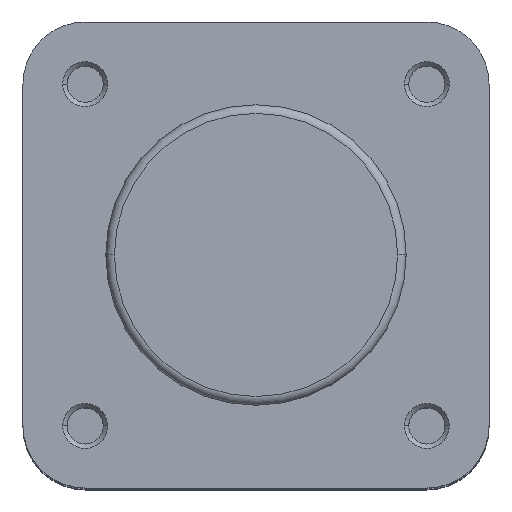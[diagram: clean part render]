
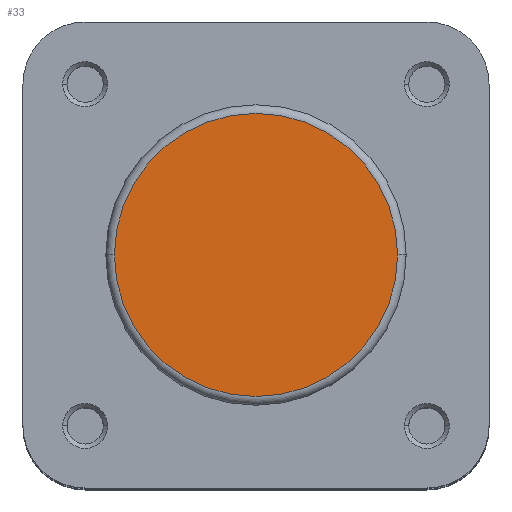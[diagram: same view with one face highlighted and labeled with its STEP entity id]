
A CAD part, top view. The second image highlights one B-rep face of the part: STEP entity #33.
In plain terms, the highlighted planar face has unit normal (0, 0, 1).
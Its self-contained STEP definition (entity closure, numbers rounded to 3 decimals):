
#33 = ADVANCED_FACE ( 'NONE', ( #1029 ), #263, .F. ) ;
#220 = DIRECTION ( 'NONE',  ( 0., 0., -1. ) ) ;
#223 = DIRECTION ( 'NONE',  ( -1., 0., 0. ) ) ;
#256 = CARTESIAN_POINT ( 'NONE',  ( 0., 17.4, 0. ) ) ;
#263 = PLANE ( 'NONE',  #5593 ) ;
#369 = VERTEX_POINT ( 'NONE', #4491 ) ;
#440 = VERTEX_POINT ( 'NONE', #4542 ) ;
#791 = ORIENTED_EDGE ( 'NONE', *, *, #5485, .T. ) ;
#807 = ORIENTED_EDGE ( 'NONE', *, *, #5495, .T. ) ;
#1029 = FACE_OUTER_BOUND ( 'NONE', #5063, .T. ) ;
#2276 = CIRCLE ( 'NONE', #5953, 16.4 ) ;
#2292 = CIRCLE ( 'NONE', #5960, 16.4 ) ;
#3476 = CARTESIAN_POINT ( 'NONE',  ( 0., 0., 0. ) ) ;
#3477 = DIRECTION ( 'NONE',  ( 0., 0., 1. ) ) ;
#3478 = DIRECTION ( 'NONE',  ( -1., 0., 0. ) ) ;
#3501 = CARTESIAN_POINT ( 'NONE',  ( 0., 0., 0. ) ) ;
#3503 = DIRECTION ( 'NONE',  ( 0., 0., 1. ) ) ;
#3504 = DIRECTION ( 'NONE',  ( -1., 0., 0. ) ) ;
#4491 = CARTESIAN_POINT ( 'NONE',  ( 16.4, 0., 0. ) ) ;
#4542 = CARTESIAN_POINT ( 'NONE',  ( -16.4, 0., 0. ) ) ;
#5063 = EDGE_LOOP ( 'NONE', ( #807, #791 ) ) ;
#5485 = EDGE_CURVE ( 'NONE', #369, #440, #2276, .T. ) ;
#5495 = EDGE_CURVE ( 'NONE', #440, #369, #2292, .T. ) ;
#5593 = AXIS2_PLACEMENT_3D ( 'NONE', #256, #220, #223 ) ;
#5953 = AXIS2_PLACEMENT_3D ( 'NONE', #3476, #3477, #3478 ) ;
#5960 = AXIS2_PLACEMENT_3D ( 'NONE', #3501, #3503, #3504 ) ;
